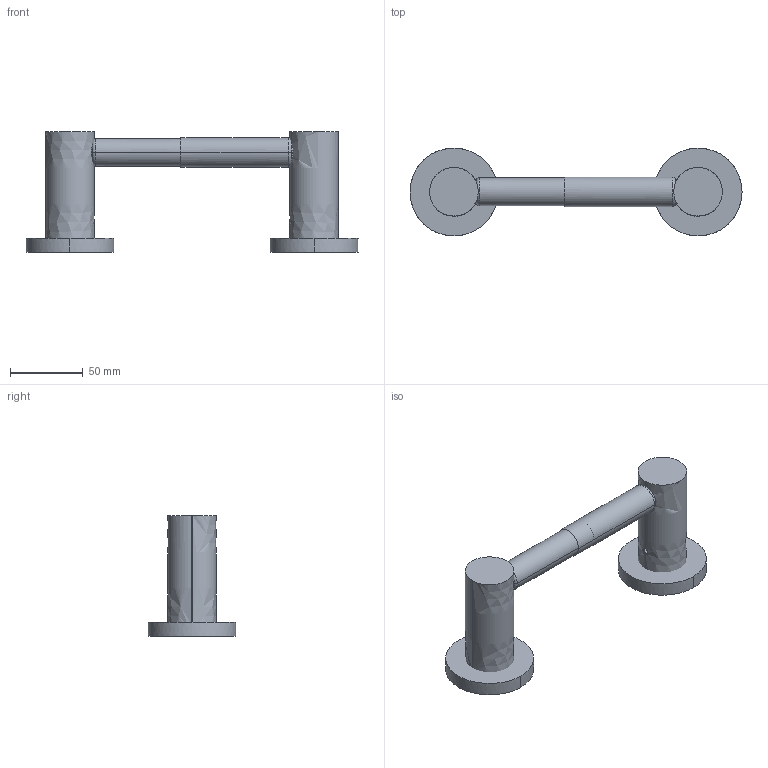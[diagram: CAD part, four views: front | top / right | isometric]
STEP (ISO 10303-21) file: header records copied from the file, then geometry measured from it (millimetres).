
FILE_DESCRIPTION((''),'2;1');
FILE_NAME('16-28_WEB','2010-07-26T',('gdeepak'),(''),'PRO/ENGINEER BY PARAMETRIC TECHNOLOGY CORPORATION, 2009300','PRO/ENGINEER BY PARAMETRIC TECHNOLOGY CORPORATION, 2009300','');
FILE_SCHEMA(('CONFIG_CONTROL_DESIGN'));
Length unit declared in the file: inch
Products named in the file (1): 16-28_WEB
Bounding box: 227.97 x 60.33 x 82.98 mm (x, y, z)
Surface area: 48528.3 mm2 (no closed solid volume)
Topology: 0 solids, 0 shells, 35 faces, 164 edges, 156 vertices
Faces by surface type: bspline 23, torus 12
Entity records: 4457 total; most frequent: CARTESIAN_POINT 2948, DIRECTION 272, TRIMMED_CURVE 192, DEFINITIONAL_REPRESENTATION 148, PCURVE 148, COMPOSITE_CURVE_SEGMENT 148, VECTOR 136, LINE 136
